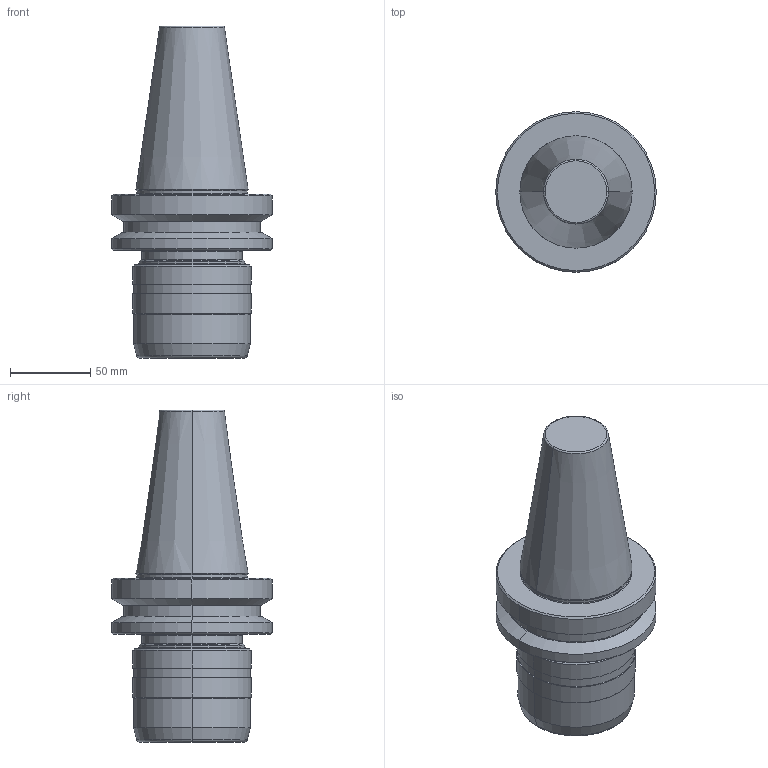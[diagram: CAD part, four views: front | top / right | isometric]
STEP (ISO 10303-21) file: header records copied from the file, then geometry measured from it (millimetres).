
FILE_DESCRIPTION (( 'STEP AP203' ), '1' );
FILE_NAME ('BT50 C32 105 AD-6.3G 15000 SL.STEP', '2019-05-28T09:28:42', ( '' ), ( '' ), 'SwSTEP 2.0', 'SolidWorks 2014', '' );
FILE_SCHEMA (( 'CONFIG_CONTROL_DESIGN' ));
Length unit declared in the file: millimetre
Products named in the file (1): BT50 C32 105 AD-6.3G 15000 SL
Bounding box: 100 x 100 x 206.8 mm (x, y, z)
Volume: 780843.9 mm3; surface area: 61221.2 mm2
Topology: 1 solids, 1 shells, 62 faces, 122 edges, 70 vertices
Faces by surface type: cone 20, cylinder 20, torus 12, plane 10
Entity records: 1673 total; most frequent: DIRECTION 330, CARTESIAN_POINT 255, ORIENTED_EDGE 244, AXIS2_PLACEMENT_3D 145, EDGE_CURVE 122, CIRCLE 82, VERTEX_POINT 70, EDGE_LOOP 70
